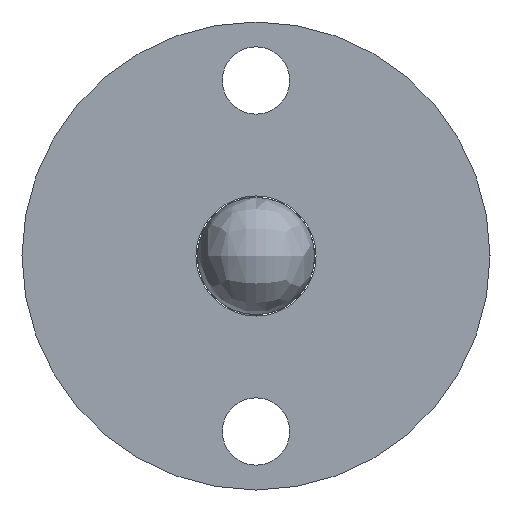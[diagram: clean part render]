
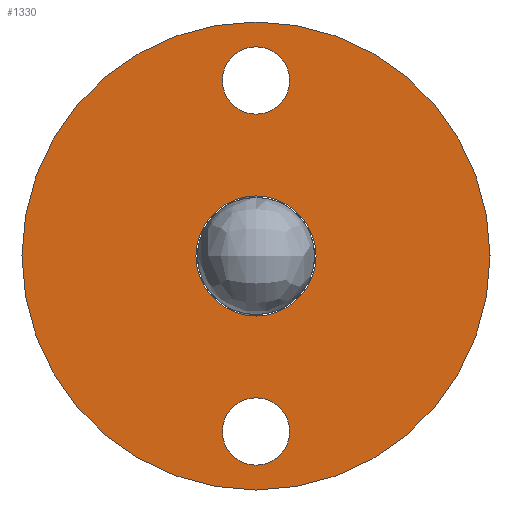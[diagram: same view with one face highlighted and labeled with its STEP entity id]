
A CAD part, left-side view. The second image highlights one B-rep face of the part: STEP entity #1330.
In plain terms, the highlighted planar face has unit normal (-1, 0, 0).
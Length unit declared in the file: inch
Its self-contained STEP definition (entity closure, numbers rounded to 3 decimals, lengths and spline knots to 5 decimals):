
#16 = DIRECTION ( 'NONE',  ( 0., 1., 0. ) ) ;
#61 = EDGE_LOOP ( 'NONE', ( #1688, #312 ) ) ;
#69 = CARTESIAN_POINT ( 'NONE',  ( 6., 0., 0. ) ) ;
#74 = AXIS2_PLACEMENT_3D ( 'NONE', #771, #561, #16 ) ;
#79 = CIRCLE ( 'NONE', #229, 0.5 ) ;
#85 = VERTEX_POINT ( 'NONE', #154 ) ;
#116 = ORIENTED_EDGE ( 'NONE', *, *, #819, .T. ) ;
#154 = CARTESIAN_POINT ( 'NONE',  ( 6., 0.072, -0.375 ) ) ;
#177 = EDGE_LOOP ( 'NONE', ( #597, #1448 ) ) ;
#223 = CARTESIAN_POINT ( 'NONE',  ( 6., 0., 0. ) ) ;
#229 = AXIS2_PLACEMENT_3D ( 'NONE', #1967, #1117, #235 ) ;
#235 = DIRECTION ( 'NONE',  ( 0., 1., 0. ) ) ;
#242 = CIRCLE ( 'NONE', #74, 0.5 ) ;
#246 = FACE_BOUND ( 'NONE', #1225, .T. ) ;
#256 = CARTESIAN_POINT ( 'NONE',  ( 6., -0.5, 0. ) ) ;
#281 = AXIS2_PLACEMENT_3D ( 'NONE', #578, #1798, #1971 ) ;
#302 = CARTESIAN_POINT ( 'NONE',  ( 6., 0., 0. ) ) ;
#312 = ORIENTED_EDGE ( 'NONE', *, *, #1551, .T. ) ;
#328 = CARTESIAN_POINT ( 'NONE',  ( 6., 0.072, 0.375 ) ) ;
#422 = VERTEX_POINT ( 'NONE', #1304 ) ;
#446 = EDGE_LOOP ( 'NONE', ( #991, #1400 ) ) ;
#561 = DIRECTION ( 'NONE',  ( -1., 0., 0. ) ) ;
#576 = DIRECTION ( 'NONE',  ( 1., 0., 0. ) ) ;
#577 = EDGE_CURVE ( 'NONE', #1349, #986, #760, .T. ) ;
#578 = CARTESIAN_POINT ( 'NONE',  ( 6., 0., 0.375 ) ) ;
#597 = ORIENTED_EDGE ( 'NONE', *, *, #1802, .T. ) ;
#650 = AXIS2_PLACEMENT_3D ( 'NONE', #1541, #2049, #1887 ) ;
#760 = CIRCLE ( 'NONE', #1528, 0.12825 ) ;
#762 = DIRECTION ( 'NONE',  ( 1., 0., 0. ) ) ;
#767 = VERTEX_POINT ( 'NONE', #328 ) ;
#771 = CARTESIAN_POINT ( 'NONE',  ( 6., 0., 0. ) ) ;
#782 = FACE_BOUND ( 'NONE', #177, .T. ) ;
#796 = DIRECTION ( 'NONE',  ( 0., -1., 0. ) ) ;
#819 = EDGE_CURVE ( 'NONE', #1506, #767, #862, .T. ) ;
#843 = AXIS2_PLACEMENT_3D ( 'NONE', #1618, #1603, #1274 ) ;
#862 = CIRCLE ( 'NONE', #843, 0.072 ) ;
#886 = CIRCLE ( 'NONE', #650, 0.072 ) ;
#890 = FACE_OUTER_BOUND ( 'NONE', #446, .T. ) ;
#937 = DIRECTION ( 'NONE',  ( 0., 1., 0. ) ) ;
#975 = EDGE_CURVE ( 'NONE', #1480, #1148, #79, .T. ) ;
#976 = FACE_BOUND ( 'NONE', #61, .T. ) ;
#986 = VERTEX_POINT ( 'NONE', #2184 ) ;
#991 = ORIENTED_EDGE ( 'NONE', *, *, #1778, .T. ) ;
#1037 = AXIS2_PLACEMENT_3D ( 'NONE', #223, #762, #1280 ) ;
#1117 = DIRECTION ( 'NONE',  ( -1., 0., 0. ) ) ;
#1148 = VERTEX_POINT ( 'NONE', #1208 ) ;
#1149 = DIRECTION ( 'NONE',  ( -1., 0., 0. ) ) ;
#1208 = CARTESIAN_POINT ( 'NONE',  ( 6., 0.5, 0. ) ) ;
#1225 = EDGE_LOOP ( 'NONE', ( #1452, #116 ) ) ;
#1245 = CIRCLE ( 'NONE', #1037, 0.12825 ) ;
#1267 = CIRCLE ( 'NONE', #1473, 0.072 ) ;
#1274 = DIRECTION ( 'NONE',  ( 0., 1., 0. ) ) ;
#1280 = DIRECTION ( 'NONE',  ( 0., 1., 0. ) ) ;
#1304 = CARTESIAN_POINT ( 'NONE',  ( 6., -0.072, -0.375 ) ) ;
#1330 = ADVANCED_FACE ( 'NONE', ( #782, #246, #976, #890 ), #1661, .T. ) ;
#1349 = VERTEX_POINT ( 'NONE', #1989 ) ;
#1383 = EDGE_CURVE ( 'NONE', #767, #1506, #2195, .T. ) ;
#1400 = ORIENTED_EDGE ( 'NONE', *, *, #975, .T. ) ;
#1448 = ORIENTED_EDGE ( 'NONE', *, *, #577, .T. ) ;
#1452 = ORIENTED_EDGE ( 'NONE', *, *, #1383, .T. ) ;
#1473 = AXIS2_PLACEMENT_3D ( 'NONE', #2143, #576, #937 ) ;
#1480 = VERTEX_POINT ( 'NONE', #256 ) ;
#1506 = VERTEX_POINT ( 'NONE', #2041 ) ;
#1524 = DIRECTION ( 'NONE',  ( 0., 1., 0. ) ) ;
#1528 = AXIS2_PLACEMENT_3D ( 'NONE', #302, #2033, #1524 ) ;
#1541 = CARTESIAN_POINT ( 'NONE',  ( 6., 0., -0.375 ) ) ;
#1551 = EDGE_CURVE ( 'NONE', #422, #85, #886, .T. ) ;
#1603 = DIRECTION ( 'NONE',  ( 1., 0., 0. ) ) ;
#1618 = CARTESIAN_POINT ( 'NONE',  ( 6., 0., 0.375 ) ) ;
#1661 = PLANE ( 'NONE',  #2170 ) ;
#1688 = ORIENTED_EDGE ( 'NONE', *, *, #1765, .T. ) ;
#1765 = EDGE_CURVE ( 'NONE', #85, #422, #1267, .T. ) ;
#1778 = EDGE_CURVE ( 'NONE', #1148, #1480, #242, .T. ) ;
#1798 = DIRECTION ( 'NONE',  ( 1., 0., 0. ) ) ;
#1802 = EDGE_CURVE ( 'NONE', #986, #1349, #1245, .T. ) ;
#1887 = DIRECTION ( 'NONE',  ( 0., 1., 0. ) ) ;
#1967 = CARTESIAN_POINT ( 'NONE',  ( 6., 0., 0. ) ) ;
#1971 = DIRECTION ( 'NONE',  ( 0., 1., 0. ) ) ;
#1989 = CARTESIAN_POINT ( 'NONE',  ( 6., -0.12825, 0. ) ) ;
#2033 = DIRECTION ( 'NONE',  ( 1., 0., 0. ) ) ;
#2041 = CARTESIAN_POINT ( 'NONE',  ( 6., -0.072, 0.375 ) ) ;
#2049 = DIRECTION ( 'NONE',  ( 1., 0., 0. ) ) ;
#2143 = CARTESIAN_POINT ( 'NONE',  ( 6., 0., -0.375 ) ) ;
#2170 = AXIS2_PLACEMENT_3D ( 'NONE', #69, #1149, #796 ) ;
#2184 = CARTESIAN_POINT ( 'NONE',  ( 6., 0.12825, 0. ) ) ;
#2195 = CIRCLE ( 'NONE', #281, 0.072 ) ;
